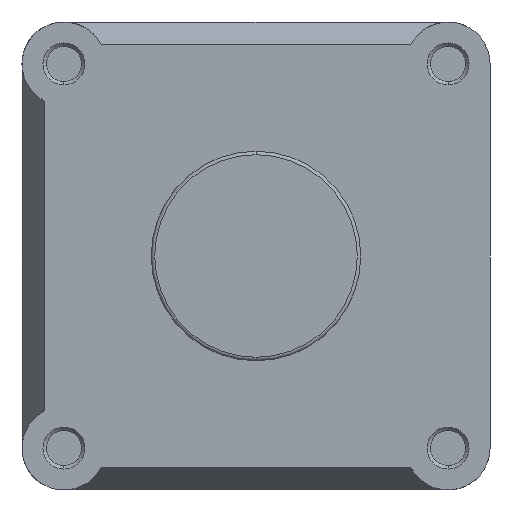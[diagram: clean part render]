
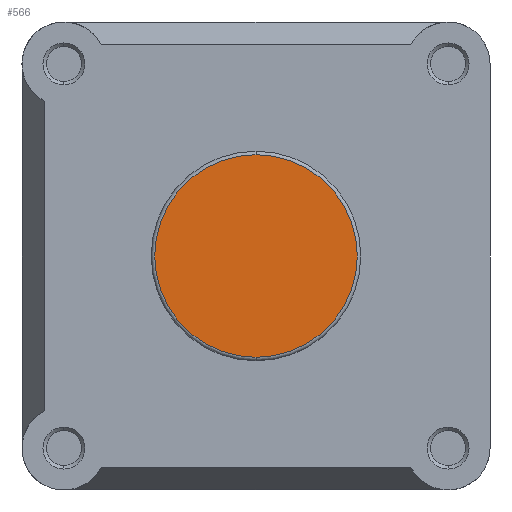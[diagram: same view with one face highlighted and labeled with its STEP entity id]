
A CAD part, left-side view. The second image highlights one B-rep face of the part: STEP entity #566.
In plain terms, the highlighted planar face has unit normal (-1, 0, 0).
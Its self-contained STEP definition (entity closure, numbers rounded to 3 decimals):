
#105 = ORIENTED_EDGE ( 'NONE', *, *, #4076, .T. ) ;
#106 = ORIENTED_EDGE ( 'NONE', *, *, #4153, .T. ) ;
#566 = ADVANCED_FACE ( 'NONE', ( #3690 ), #1937, .F. ) ;
#629 = VERTEX_POINT ( 'NONE', #4992 ) ;
#717 = VERTEX_POINT ( 'NONE', #5080 ) ;
#1936 = CARTESIAN_POINT ( 'NONE',  ( 0., 30., 0. ) ) ;
#1937 = PLANE ( 'NONE',  #4499 ) ;
#1938 = DIRECTION ( 'NONE',  ( 1., 0., 0. ) ) ;
#1939 = DIRECTION ( 'NONE',  ( 0., 0., -1. ) ) ;
#2986 = EDGE_LOOP ( 'NONE', ( #106, #105 ) ) ;
#3690 = FACE_OUTER_BOUND ( 'NONE', #2986, .T. ) ;
#4076 = EDGE_CURVE ( 'NONE', #629, #717, #6822, .T. ) ;
#4153 = EDGE_CURVE ( 'NONE', #717, #629, #6932, .T. ) ;
#4499 = AXIS2_PLACEMENT_3D ( 'NONE', #1936, #1938, #1939 ) ;
#4713 = AXIS2_PLACEMENT_3D ( 'NONE', #6153, #6154, #6155 ) ;
#4769 = AXIS2_PLACEMENT_3D ( 'NONE', #7385, #7392, #7393 ) ;
#4992 = CARTESIAN_POINT ( 'NONE',  ( 0., 0., 29. ) ) ;
#5080 = CARTESIAN_POINT ( 'NONE',  ( 0., 0., -29. ) ) ;
#6153 = CARTESIAN_POINT ( 'NONE',  ( 0., 0., 0. ) ) ;
#6154 = DIRECTION ( 'NONE',  ( -1., 0., 0. ) ) ;
#6155 = DIRECTION ( 'NONE',  ( 0., 0., -1. ) ) ;
#6822 = CIRCLE ( 'NONE', #4713, 29. ) ;
#6932 = CIRCLE ( 'NONE', #4769, 29. ) ;
#7385 = CARTESIAN_POINT ( 'NONE',  ( 0., 0., 0. ) ) ;
#7392 = DIRECTION ( 'NONE',  ( -1., 0., 0. ) ) ;
#7393 = DIRECTION ( 'NONE',  ( 0., 0., -1. ) ) ;
